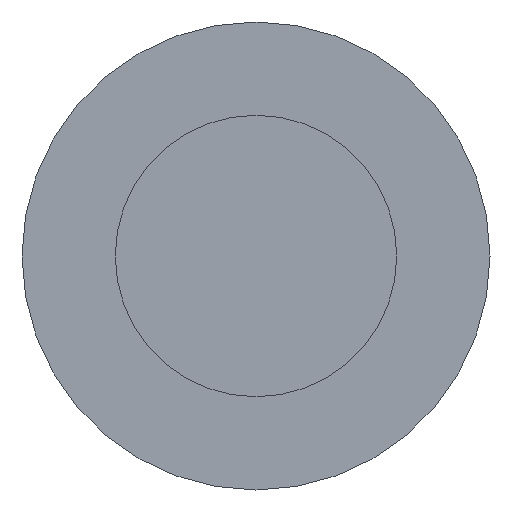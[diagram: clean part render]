
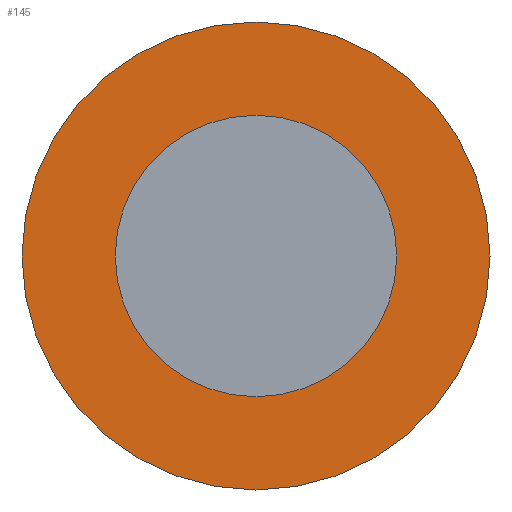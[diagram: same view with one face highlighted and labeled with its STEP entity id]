
A CAD part, front view. The second image highlights one B-rep face of the part: STEP entity #145.
In plain terms, the highlighted planar face has unit normal (0, -1, 0).
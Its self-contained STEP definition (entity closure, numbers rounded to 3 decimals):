
#34=FACE_BOUND('',#52,.T.);
#38=FACE_OUTER_BOUND('',#51,.T.);
#51=EDGE_LOOP('',(#106));
#52=EDGE_LOOP('',(#107));
#67=CIRCLE('',#180,6.65);
#68=CIRCLE('',#181,4.);
#78=VERTEX_POINT('',#260);
#79=VERTEX_POINT('',#262);
#89=EDGE_CURVE('',#78,#78,#67,.T.);
#90=EDGE_CURVE('',#79,#79,#68,.T.);
#106=ORIENTED_EDGE('',*,*,#89,.T.);
#107=ORIENTED_EDGE('',*,*,#90,.F.);
#139=PLANE('',#179);
#145=ADVANCED_FACE('',(#38,#34),#139,.T.);
#179=AXIS2_PLACEMENT_3D('',#259,#207,#208);
#180=AXIS2_PLACEMENT_3D('',#261,#209,#210);
#181=AXIS2_PLACEMENT_3D('',#263,#211,#212);
#207=DIRECTION('center_axis',(0.,-1.,0.));
#208=DIRECTION('ref_axis',(0.,0.,-1.));
#209=DIRECTION('center_axis',(0.,-1.,0.));
#210=DIRECTION('ref_axis',(1.,0.,0.));
#211=DIRECTION('center_axis',(0.,-1.,0.));
#212=DIRECTION('ref_axis',(1.,0.,0.));
#259=CARTESIAN_POINT('Origin',(0.,-50.8,0.));
#260=CARTESIAN_POINT('',(0.,-50.8,6.65));
#261=CARTESIAN_POINT('Origin',(0.,-50.8,0.));
#262=CARTESIAN_POINT('',(0.,-50.8,4.));
#263=CARTESIAN_POINT('Origin',(0.,-50.8,0.));
